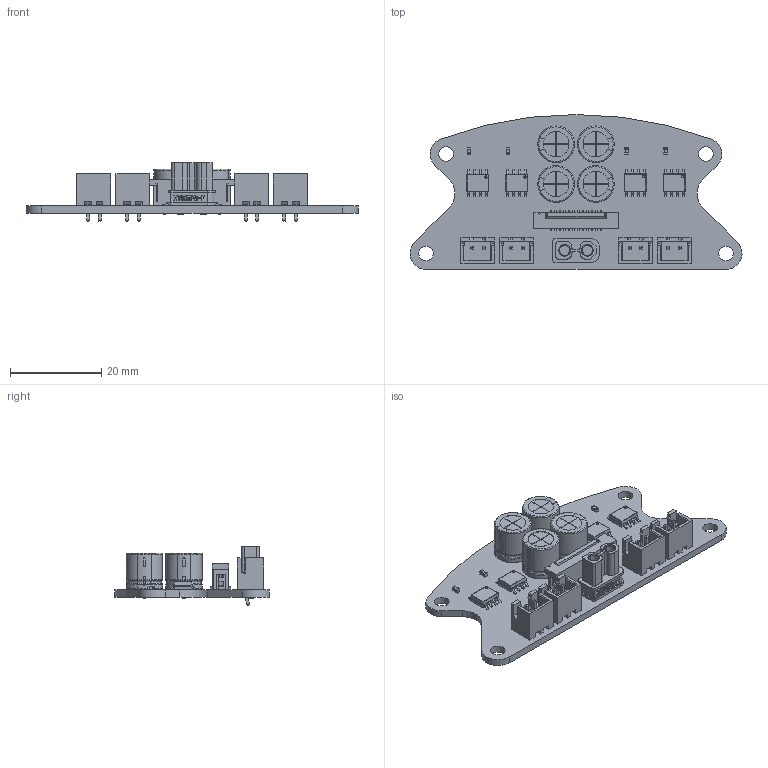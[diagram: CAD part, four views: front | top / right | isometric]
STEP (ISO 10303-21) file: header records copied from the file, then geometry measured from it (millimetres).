
FILE_DESCRIPTION(('KiCad electronic assembly'),'2;1');
FILE_NAME('motorDriver.step','2024-11-29T04:18:19',('Pcbnew'),('Kicad'), 'Open CASCADE STEP processor 7.7','KiCad to STEP converter','Unknown' );
FILE_SCHEMA(('AUTOMOTIVE_DESIGN { 1 0 10303 214 1 1 1 1 }'));
Length unit declared in the file: millimetre
Products named in the file (14): motorDriver 1; XT30UPB-F; User Library-XT30UPB-F-1; TB67H450FNG,EL; ASSEMBLY; JST_XH_B2B-XH-A_1x02_P2.50mm_Vertical; JST_B2B_XH_A; CP_Radial_D8.0mm_P3.50mm; CP_Radial_D80mm_P350mm; 526101271; 526101271wbm000_02; C0603; motorDriver_PCB
Assembly tree (25 placements, depth 3):
  motorDriver 1
    XT30UPB-F
      User Library-XT30UPB-F-1
    TB67H450FNG,EL  x4
      ASSEMBLY
    JST_XH_B2B-XH-A_1x02_P2.50mm_Vertical  x4
      JST_B2B_XH_A
    CP_Radial_D8.0mm_P3.50mm  x4
      CP_Radial_D80mm_P350mm
    526101271
      526101271wbm000_02
    C0603  x4
      C0603
    motorDriver_PCB
Bounding box: 72.71 x 33.93 x 12.8 mm (x, y, z)
Volume: 5997.9 mm3; surface area: 9029.3 mm2
Topology: 55 solids, 59 shells, 2092 faces, 5473 edges, 3494 vertices
Faces by surface type: plane 1391, cylinder 499, bspline 102, sphere 64, revolution 24, torus 8, cone 4
Full cylindrical faces by diameter (mm): 0.2 x60, 0.487 x4, 0.5 x8, 0.8 x8, 1 x8, 1.8 x2, 3.2 x4
Entity records: 40929 total; most frequent: CARTESIAN_POINT 12048, ORIENTED_EDGE 5850, DIRECTION 5263, EDGE_CURVE 2925, LINE 2233, VECTOR 2233, VERTEX_POINT 1919, AXIS2_PLACEMENT_3D 1512
